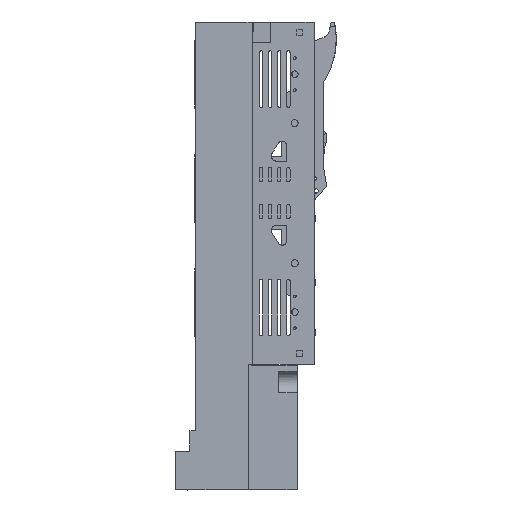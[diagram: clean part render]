
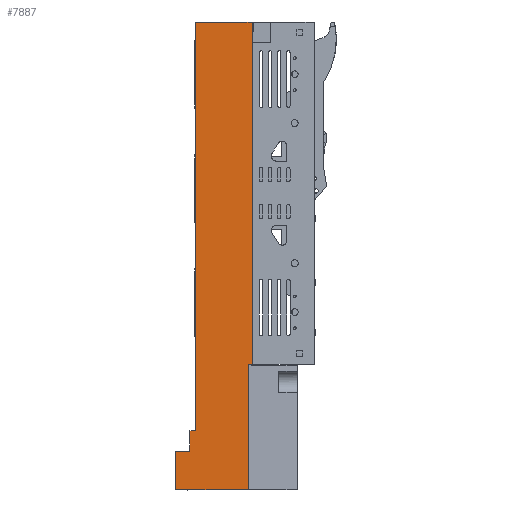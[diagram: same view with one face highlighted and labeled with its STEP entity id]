
A CAD part, left-side view. The second image highlights one B-rep face of the part: STEP entity #7887.
In plain terms, the highlighted planar face has unit normal (-1, 0, 0).
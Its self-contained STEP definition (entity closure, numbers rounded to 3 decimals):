
#7840=AXIS2_PLACEMENT_3D('Plane Axis2P3D',#7837,#7838,#7839) ;
#4692=CARTESIAN_POINT('Vertex',(-25.,-0.5,150.)) ;
#4695=CARTESIAN_POINT('Line Origine',(-25.,-25.45,150.)) ;
#4699=CARTESIAN_POINT('Vertex',(-25.,-50.4,150.)) ;
#7304=CARTESIAN_POINT('Line Origine',(-25.,-50.4,0.)) ;
#7308=CARTESIAN_POINT('Vertex',(-25.,-50.4,-150.)) ;
#7327=CARTESIAN_POINT('Line Origine',(-25.,-48.8,-150.)) ;
#7331=CARTESIAN_POINT('Vertex',(-25.,-47.2,-150.)) ;
#7347=CARTESIAN_POINT('Line Origine',(-25.,-47.2,-205.)) ;
#7351=CARTESIAN_POINT('Vertex',(-25.,-47.2,-260.)) ;
#7820=CARTESIAN_POINT('Vertex',(-25.,-0.5,-208.)) ;
#7823=CARTESIAN_POINT('Line Origine',(-25.,-0.5,-29.)) ;
#7837=CARTESIAN_POINT('Axis2P3D Location',(-25.,-19.5,0.)) ;
#7842=CARTESIAN_POINT('Line Origine',(-25.,16.5,-55.)) ;
#7846=CARTESIAN_POINT('Vertex',(-25.,16.5,-260.)) ;
#7848=CARTESIAN_POINT('Vertex',(-25.,16.5,-226.)) ;
#7851=CARTESIAN_POINT('Line Origine',(-25.,-16.95,-260.)) ;
#7856=CARTESIAN_POINT('Line Origine',(-25.,-16.95,-208.)) ;
#7860=CARTESIAN_POINT('Vertex',(-25.,4.,-208.)) ;
#7863=CARTESIAN_POINT('Line Origine',(-25.,4.,-55.)) ;
#7867=CARTESIAN_POINT('Vertex',(-25.,4.,-226.)) ;
#7870=CARTESIAN_POINT('Line Origine',(-25.,-16.95,-226.)) ;
#4696=DIRECTION('Vector Direction',(0.,-1.,0.)) ;
#7305=DIRECTION('Vector Direction',(0.,0.,1.)) ;
#7328=DIRECTION('Vector Direction',(0.,-1.,0.)) ;
#7348=DIRECTION('Vector Direction',(0.,0.,1.)) ;
#7824=DIRECTION('Vector Direction',(0.,0.,1.)) ;
#7838=DIRECTION('Axis2P3D Direction',(-1.,0.,0.)) ;
#7839=DIRECTION('Axis2P3D XDirection',(0.,0.,-1.)) ;
#7843=DIRECTION('Vector Direction',(0.,0.,-1.)) ;
#7852=DIRECTION('Vector Direction',(0.,-1.,0.)) ;
#7857=DIRECTION('Vector Direction',(0.,-1.,0.)) ;
#7864=DIRECTION('Vector Direction',(0.,0.,-1.)) ;
#7871=DIRECTION('Vector Direction',(0.,-1.,0.)) ;
#4697=VECTOR('Line Direction',#4696,1.) ;
#7306=VECTOR('Line Direction',#7305,1.) ;
#7329=VECTOR('Line Direction',#7328,1.) ;
#7349=VECTOR('Line Direction',#7348,1.) ;
#7825=VECTOR('Line Direction',#7824,1.) ;
#7844=VECTOR('Line Direction',#7843,1.) ;
#7853=VECTOR('Line Direction',#7852,1.) ;
#7858=VECTOR('Line Direction',#7857,1.) ;
#7865=VECTOR('Line Direction',#7864,1.) ;
#7872=VECTOR('Line Direction',#7871,1.) ;
#7876=ORIENTED_EDGE('',*,*,#7850,.F.) ;
#7877=ORIENTED_EDGE('',*,*,#7855,.F.) ;
#7878=ORIENTED_EDGE('',*,*,#7353,.T.) ;
#7879=ORIENTED_EDGE('',*,*,#7333,.T.) ;
#7880=ORIENTED_EDGE('',*,*,#7310,.T.) ;
#7881=ORIENTED_EDGE('',*,*,#4701,.F.) ;
#7882=ORIENTED_EDGE('',*,*,#7827,.F.) ;
#7883=ORIENTED_EDGE('',*,*,#7862,.F.) ;
#7884=ORIENTED_EDGE('',*,*,#7869,.F.) ;
#7885=ORIENTED_EDGE('',*,*,#7874,.F.) ;
#7887=ADVANCED_FACE('804115_03_L01_Leistenunterteil Gr.00 U-SL/100/KU00  Wandler',(#7886),#7841,.T.) ;
#4701=EDGE_CURVE('',#4693,#4700,#4698,.T.) ;
#7310=EDGE_CURVE('',#7309,#4700,#7307,.T.) ;
#7333=EDGE_CURVE('',#7332,#7309,#7330,.T.) ;
#7353=EDGE_CURVE('',#7352,#7332,#7350,.T.) ;
#7827=EDGE_CURVE('',#7821,#4693,#7826,.T.) ;
#7850=EDGE_CURVE('',#7847,#7849,#7845,.F.) ;
#7855=EDGE_CURVE('',#7352,#7847,#7854,.F.) ;
#7862=EDGE_CURVE('',#7861,#7821,#7859,.T.) ;
#7869=EDGE_CURVE('',#7868,#7861,#7866,.F.) ;
#7874=EDGE_CURVE('',#7849,#7868,#7873,.T.) ;
#7875=EDGE_LOOP('',(#7876,#7877,#7878,#7879,#7880,#7881,#7882,#7883,#7884,#7885)) ;
#7886=FACE_OUTER_BOUND('',#7875,.T.) ;
#4698=LINE('Line',#4695,#4697) ;
#7307=LINE('Line',#7304,#7306) ;
#7330=LINE('Line',#7327,#7329) ;
#7350=LINE('Line',#7347,#7349) ;
#7826=LINE('Line',#7823,#7825) ;
#7845=LINE('Line',#7842,#7844) ;
#7854=LINE('Line',#7851,#7853) ;
#7859=LINE('Line',#7856,#7858) ;
#7866=LINE('Line',#7863,#7865) ;
#7873=LINE('Line',#7870,#7872) ;
#7841=PLANE('Plane',#7840) ;
#4693=VERTEX_POINT('',#4692) ;
#4700=VERTEX_POINT('',#4699) ;
#7309=VERTEX_POINT('',#7308) ;
#7332=VERTEX_POINT('',#7331) ;
#7352=VERTEX_POINT('',#7351) ;
#7821=VERTEX_POINT('',#7820) ;
#7847=VERTEX_POINT('',#7846) ;
#7849=VERTEX_POINT('',#7848) ;
#7861=VERTEX_POINT('',#7860) ;
#7868=VERTEX_POINT('',#7867) ;
